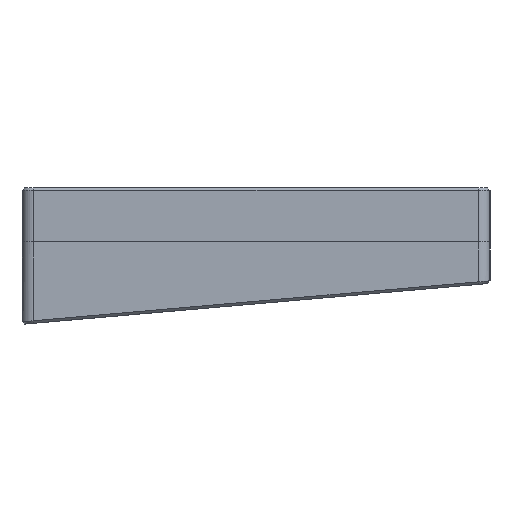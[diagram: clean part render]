
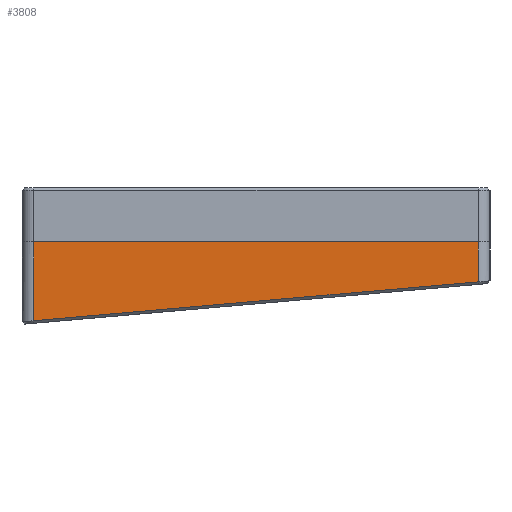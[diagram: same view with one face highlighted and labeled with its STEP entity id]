
A CAD part, left-side view. The second image highlights one B-rep face of the part: STEP entity #3808.
In plain terms, the highlighted planar face has unit normal (-1, 0, 0).
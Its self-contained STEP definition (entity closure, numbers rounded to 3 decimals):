
#22=B_SPLINE_CURVE_WITH_KNOTS('',3,(#5972,#5973,#5974,#5975),
 .UNSPECIFIED.,.F.,.F.,(4,4),(1.551,1.571),
 .UNSPECIFIED.);
#449=FACE_OUTER_BOUND('',#676,.T.);
#676=EDGE_LOOP('',(#2874,#2875,#2876,#2877,#2878));
#957=LINE('',#5951,#1317);
#968=LINE('',#6134,#1328);
#969=LINE('',#6136,#1329);
#970=LINE('',#6137,#1330);
#1317=VECTOR('',#4740,10.);
#1328=VECTOR('',#4757,10.);
#1329=VECTOR('',#4758,10.);
#1330=VECTOR('',#4759,10.);
#1660=VERTEX_POINT('',#5897);
#1664=VERTEX_POINT('',#5944);
#1667=VERTEX_POINT('',#5949);
#1680=VERTEX_POINT('',#6133);
#1681=VERTEX_POINT('',#6135);
#2101=EDGE_CURVE('',#1667,#1664,#957,.T.);
#2103=EDGE_CURVE('',#1660,#1667,#22,.T.);
#2124=EDGE_CURVE('',#1680,#1660,#968,.T.);
#2125=EDGE_CURVE('',#1681,#1680,#969,.T.);
#2126=EDGE_CURVE('',#1664,#1681,#970,.T.);
#2874=ORIENTED_EDGE('',*,*,#2101,.F.);
#2875=ORIENTED_EDGE('',*,*,#2103,.F.);
#2876=ORIENTED_EDGE('',*,*,#2124,.F.);
#2877=ORIENTED_EDGE('',*,*,#2125,.F.);
#2878=ORIENTED_EDGE('',*,*,#2126,.F.);
#3656=PLANE('',#4080);
#3808=ADVANCED_FACE('',(#449),#3656,.T.);
#4080=AXIS2_PLACEMENT_3D('',#6132,#4755,#4756);
#4740=DIRECTION('',(0.,0.996,-0.087));
#4755=DIRECTION('center_axis',(-1.,0.,0.));
#4756=DIRECTION('ref_axis',(0.,0.,1.));
#4757=DIRECTION('',(0.,0.,-1.));
#4758=DIRECTION('',(0.,-1.,0.));
#4759=DIRECTION('',(0.,0.,1.));
#5897=CARTESIAN_POINT('',(-4.975,-81.425,-7.788));
#5944=CARTESIAN_POINT('',(-4.975,5.225,-15.369));
#5949=CARTESIAN_POINT('',(-4.975,-81.381,-7.792));
#5951=CARTESIAN_POINT('',(-4.975,-15.445,-13.561));
#5972=CARTESIAN_POINT('Ctrl Pts',(-4.975,-81.425,-7.788));
#5973=CARTESIAN_POINT('Ctrl Pts',(-4.975,-81.41,-7.79));
#5974=CARTESIAN_POINT('Ctrl Pts',(-4.975,-81.396,-7.791));
#5975=CARTESIAN_POINT('Ctrl Pts',(-4.975,-81.381,-7.792));
#6132=CARTESIAN_POINT('Origin',(-4.975,-38.1,-8.034));
#6133=CARTESIAN_POINT('',(-4.975,-81.425,0.));
#6134=CARTESIAN_POINT('',(-4.975,-81.425,-8.064));
#6135=CARTESIAN_POINT('',(-4.975,5.225,0.));
#6136=CARTESIAN_POINT('',(-4.975,-60.888,0.));
#6137=CARTESIAN_POINT('',(-4.975,5.225,-4.017));
